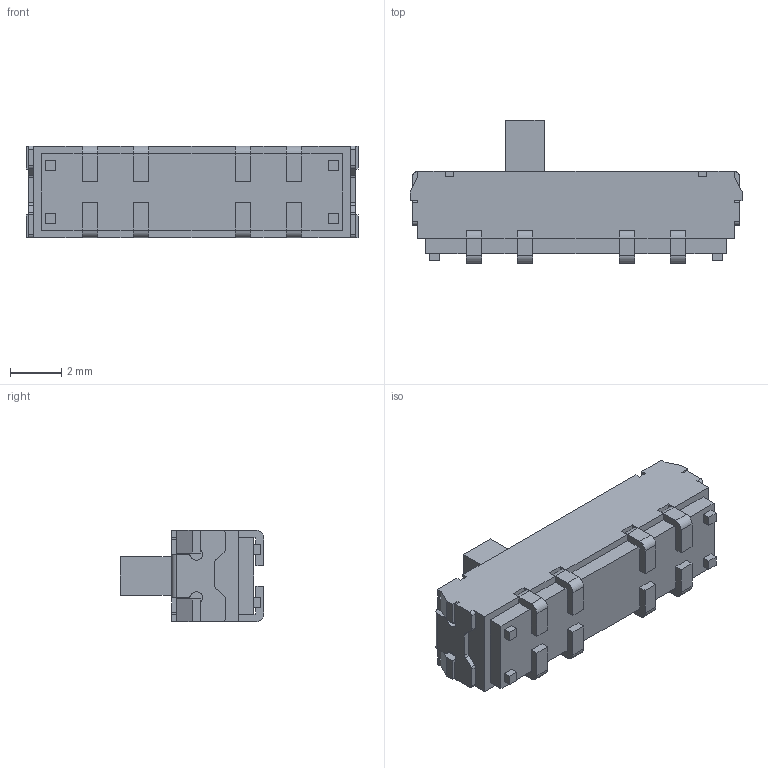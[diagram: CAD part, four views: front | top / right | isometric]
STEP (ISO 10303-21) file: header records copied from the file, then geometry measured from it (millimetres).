
FILE_DESCRIPTION( ( 'STEP AP214' ), ' ' );
FILE_NAME( 'psolqas1357058193.stp', '2017-09-21T11:57:05', ( '' ), ( '' ), ' ', 'PARTsolutions', ' ' );
FILE_SCHEMA( ( 'AUTOMOTIVE_DESIGN { 1 0 10303 214 1 1 1 1 }' ) );
Length unit declared in the file: metre
Products named in the file (1): 1
Bounding box: 13 x 5.6 x 3.6 mm (x, y, z)
Volume: 144.1 mm3; surface area: 254.4 mm2
Topology: 1 solids, 1 shells, 307 faces, 834 edges, 548 vertices
Faces by surface type: plane 235, cylinder 50, extrusion 22
Entity records: 9832 total; most frequent: CARTESIAN_POINT 2059, ORIENTED_EDGE 1668, DIRECTION 1484, EDGE_CURVE 834, VECTOR 712, LINE 690, VERTEX_POINT 548, AXIS2_PLACEMENT_3D 386
